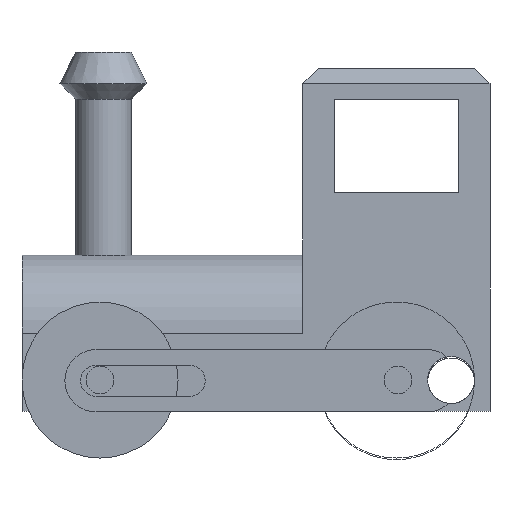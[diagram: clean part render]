
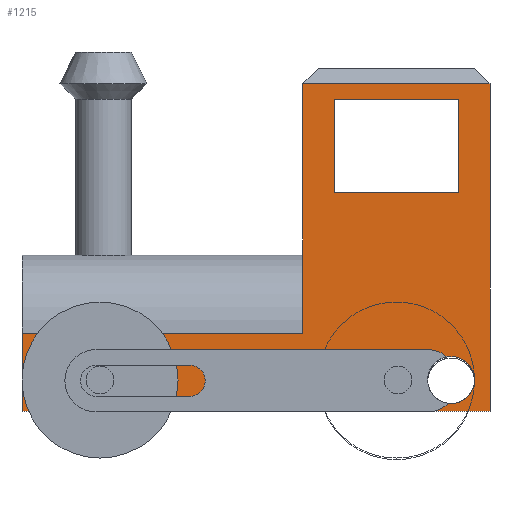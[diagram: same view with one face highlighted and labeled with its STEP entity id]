
A CAD part, front view. The second image highlights one B-rep face of the part: STEP entity #1215.
In plain terms, the highlighted planar face has unit normal (0, -1, 0).
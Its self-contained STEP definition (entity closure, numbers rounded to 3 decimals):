
#58=ELLIPSE('',#1444,4.459,4.459);
#71=FACE_BOUND('',#458,.T.);
#72=FACE_BOUND('',#459,.T.);
#73=FACE_BOUND('',#460,.T.);
#74=FACE_BOUND('',#461,.T.);
#139=LINE('',#2053,#234);
#152=LINE('',#2082,#247);
#154=LINE('',#2090,#249);
#161=LINE('',#2112,#256);
#162=LINE('',#2114,#257);
#163=LINE('',#2115,#258);
#164=LINE('',#2118,#259);
#165=LINE('',#2120,#260);
#166=LINE('',#2122,#261);
#167=LINE('',#2123,#262);
#234=VECTOR('',#1668,10.);
#247=VECTOR('',#1691,10.);
#249=VECTOR('',#1699,10.);
#256=VECTOR('',#1726,10.);
#257=VECTOR('',#1727,10.);
#258=VECTOR('',#1728,10.);
#259=VECTOR('',#1729,10.);
#260=VECTOR('',#1730,10.);
#261=VECTOR('',#1731,10.);
#262=VECTOR('',#1732,10.);
#374=FACE_OUTER_BOUND('',#457,.T.);
#457=EDGE_LOOP('',(#951,#952,#953,#954,#955,#956));
#458=EDGE_LOOP('',(#957));
#459=EDGE_LOOP('',(#958));
#460=EDGE_LOOP('',(#959));
#461=EDGE_LOOP('',(#960,#961,#962,#963));
#525=CIRCLE('',#1425,7.5);
#532=CIRCLE('',#1446,4.459);
#583=VERTEX_POINT('',#2029);
#586=VERTEX_POINT('',#2036);
#591=VERTEX_POINT('',#2047);
#603=VERTEX_POINT('',#2081);
#605=VERTEX_POINT('',#2087);
#606=VERTEX_POINT('',#2089);
#610=VERTEX_POINT('',#2104);
#611=VERTEX_POINT('',#2108);
#612=VERTEX_POINT('',#2113);
#613=VERTEX_POINT('',#2116);
#614=VERTEX_POINT('',#2117);
#615=VERTEX_POINT('',#2119);
#616=VERTEX_POINT('',#2121);
#697=EDGE_CURVE('',#583,#583,#525,.T.);
#708=EDGE_CURVE('',#586,#591,#139,.T.);
#723=EDGE_CURVE('',#603,#591,#152,.T.);
#726=EDGE_CURVE('',#605,#606,#154,.T.);
#734=EDGE_CURVE('',#610,#610,#58,.T.);
#736=EDGE_CURVE('',#611,#611,#532,.T.);
#738=EDGE_CURVE('',#586,#606,#161,.T.);
#739=EDGE_CURVE('',#605,#612,#162,.T.);
#740=EDGE_CURVE('',#612,#603,#163,.T.);
#741=EDGE_CURVE('',#613,#614,#164,.T.);
#742=EDGE_CURVE('',#614,#615,#165,.T.);
#743=EDGE_CURVE('',#615,#616,#166,.T.);
#744=EDGE_CURVE('',#616,#613,#167,.T.);
#951=ORIENTED_EDGE('',*,*,#708,.F.);
#952=ORIENTED_EDGE('',*,*,#738,.T.);
#953=ORIENTED_EDGE('',*,*,#726,.F.);
#954=ORIENTED_EDGE('',*,*,#739,.T.);
#955=ORIENTED_EDGE('',*,*,#740,.T.);
#956=ORIENTED_EDGE('',*,*,#723,.T.);
#957=ORIENTED_EDGE('',*,*,#697,.T.);
#958=ORIENTED_EDGE('',*,*,#734,.T.);
#959=ORIENTED_EDGE('',*,*,#736,.T.);
#960=ORIENTED_EDGE('',*,*,#741,.T.);
#961=ORIENTED_EDGE('',*,*,#742,.T.);
#962=ORIENTED_EDGE('',*,*,#743,.T.);
#963=ORIENTED_EDGE('',*,*,#744,.T.);
#1158=PLANE('',#1447);
#1215=ADVANCED_FACE('',(#374,#71,#72,#73,#74),#1158,.T.);
#1425=AXIS2_PLACEMENT_3D('',#2030,#1649,#1650);
#1444=AXIS2_PLACEMENT_3D('',#2105,#1716,#1717);
#1446=AXIS2_PLACEMENT_3D('',#2109,#1721,#1722);
#1447=AXIS2_PLACEMENT_3D('',#2111,#1724,#1725);
#1649=DIRECTION('center_axis',(0.,1.,0.));
#1650=DIRECTION('ref_axis',(1.,0.,0.));
#1668=DIRECTION('',(1.,0.,0.));
#1691=DIRECTION('',(0.,0.,1.));
#1699=DIRECTION('',(1.,0.,0.));
#1716=DIRECTION('center_axis',(0.,1.,0.));
#1717=DIRECTION('ref_axis',(0.039,0.,-0.999));
#1721=DIRECTION('center_axis',(0.,1.,0.));
#1722=DIRECTION('ref_axis',(1.,0.,0.));
#1724=DIRECTION('center_axis',(0.,-1.,0.));
#1725=DIRECTION('ref_axis',(0.,0.,-1.));
#1726=DIRECTION('',(0.,0.,-1.));
#1727=DIRECTION('',(0.,0.,-1.));
#1728=DIRECTION('',(1.,0.,0.));
#1729=DIRECTION('',(0.,0.,-1.));
#1730=DIRECTION('',(-1.,0.,0.));
#1731=DIRECTION('',(0.,0.,1.));
#1732=DIRECTION('',(1.,0.,0.));
#2029=CARTESIAN_POINT('',(130.,-30.,10.));
#2030=CARTESIAN_POINT('Origin',(137.5,-30.,10.));
#2036=CARTESIAN_POINT('',(90.,-30.,105.));
#2047=CARTESIAN_POINT('',(150.,-30.,105.));
#2053=CARTESIAN_POINT('',(82.5,-30.,105.));
#2081=CARTESIAN_POINT('',(150.,-30.,0.));
#2082=CARTESIAN_POINT('',(150.,-30.,110.));
#2087=CARTESIAN_POINT('',(0.,-30.,25.));
#2089=CARTESIAN_POINT('',(90.,-30.,25.));
#2090=CARTESIAN_POINT('',(37.5,-30.,25.));
#2104=CARTESIAN_POINT('',(116.099,-30.,9.935));
#2105=CARTESIAN_POINT('Origin',(120.558,-30.,9.935));
#2108=CARTESIAN_POINT('',(20.541,-30.,10.));
#2109=CARTESIAN_POINT('Origin',(25.,-30.,10.));
#2111=CARTESIAN_POINT('Origin',(75.,-30.,55.));
#2112=CARTESIAN_POINT('',(90.,-30.,50.));
#2113=CARTESIAN_POINT('',(0.,-30.,0.));
#2114=CARTESIAN_POINT('',(0.,-30.,50.));
#2115=CARTESIAN_POINT('',(0.,-30.,0.));
#2116=CARTESIAN_POINT('',(140.,-30.,100.));
#2117=CARTESIAN_POINT('',(140.,-30.,70.));
#2118=CARTESIAN_POINT('',(140.,-30.,77.5));
#2119=CARTESIAN_POINT('',(100.,-30.,70.));
#2120=CARTESIAN_POINT('',(107.5,-30.,70.));
#2121=CARTESIAN_POINT('',(100.,-30.,100.));
#2122=CARTESIAN_POINT('',(100.,-30.,62.5));
#2123=CARTESIAN_POINT('',(87.5,-30.,100.));
